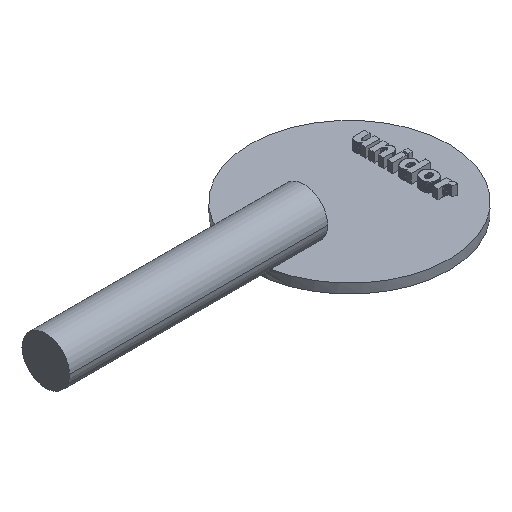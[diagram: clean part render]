
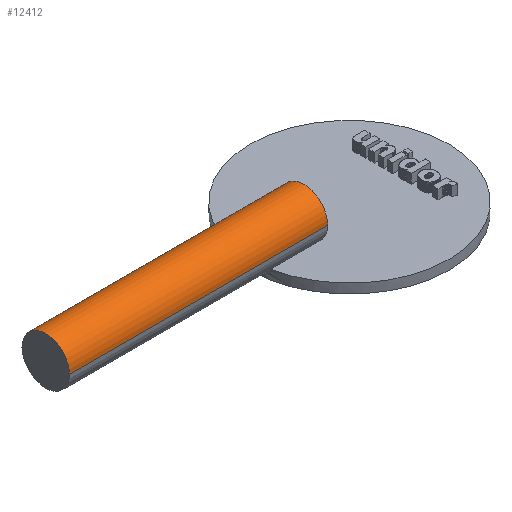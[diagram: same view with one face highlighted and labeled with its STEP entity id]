
A CAD part, isometric view. The second image highlights one B-rep face of the part: STEP entity #12412.
In plain terms, the highlighted cylindrical face has radius 1.25 mm (diameter 2.5 mm), a partial arc.
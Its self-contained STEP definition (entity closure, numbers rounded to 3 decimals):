
#12376=AXIS2_PLACEMENT_3D('Cylinder Axis2P3D',#12373,#12374,#12375) ;
#12389=AXIS2_PLACEMENT_3D('Circle Axis2P3D',#12387,#12388,$) ;
#12403=AXIS2_PLACEMENT_3D('Circle Axis2P3D',#12401,#12402,$) ;
#12373=CARTESIAN_POINT('Axis2P3D Location',(-9.2,0.,1.25)) ;
#12378=CARTESIAN_POINT('Line Origine',(-9.2,1.25,1.25)) ;
#12382=CARTESIAN_POINT('Vertex',(-16.,1.25,1.25)) ;
#12384=CARTESIAN_POINT('Vertex',(-2.4,1.25,1.25)) ;
#12387=CARTESIAN_POINT('Axis2P3D Location',(-16.,0.,1.25)) ;
#12391=CARTESIAN_POINT('Vertex',(-16.,-1.25,1.25)) ;
#12394=CARTESIAN_POINT('Line Origine',(-9.2,-1.25,1.25)) ;
#12398=CARTESIAN_POINT('Vertex',(-2.4,-1.25,1.25)) ;
#12401=CARTESIAN_POINT('Axis2P3D Location',(-2.4,0.,1.25)) ;
#12374=DIRECTION('Axis2P3D Direction',(1.,0.,0.)) ;
#12375=DIRECTION('Axis2P3D XDirection',(0.,1.,0.)) ;
#12379=DIRECTION('Vector Direction',(1.,0.,0.)) ;
#12388=DIRECTION('Axis2P3D Direction',(1.,0.,0.)) ;
#12395=DIRECTION('Vector Direction',(1.,0.,0.)) ;
#12402=DIRECTION('Axis2P3D Direction',(1.,0.,0.)) ;
#12380=VECTOR('Line Direction',#12379,1.) ;
#12396=VECTOR('Line Direction',#12395,1.) ;
#12407=ORIENTED_EDGE('',*,*,#12386,.F.) ;
#12408=ORIENTED_EDGE('',*,*,#12393,.T.) ;
#12409=ORIENTED_EDGE('',*,*,#12400,.T.) ;
#12410=ORIENTED_EDGE('',*,*,#12405,.F.) ;
#12412=ADVANCED_FACE('Hauptk\X2\00F6\X0\rper',(#12411),#12377,.T.) ;
#12390=CIRCLE('generated circle',#12389,1.25) ;
#12404=CIRCLE('generated circle',#12403,1.25) ;
#12377=CYLINDRICAL_SURFACE('generated cylinder',#12376,1.25) ;
#12386=EDGE_CURVE('',#12383,#12385,#12381,.T.) ;
#12393=EDGE_CURVE('',#12383,#12392,#12390,.T.) ;
#12400=EDGE_CURVE('',#12392,#12399,#12397,.T.) ;
#12405=EDGE_CURVE('',#12385,#12399,#12404,.T.) ;
#12406=EDGE_LOOP('',(#12407,#12408,#12409,#12410)) ;
#12411=FACE_OUTER_BOUND('',#12406,.T.) ;
#12381=LINE('Line',#12378,#12380) ;
#12397=LINE('Line',#12394,#12396) ;
#12383=VERTEX_POINT('',#12382) ;
#12385=VERTEX_POINT('',#12384) ;
#12392=VERTEX_POINT('',#12391) ;
#12399=VERTEX_POINT('',#12398) ;
